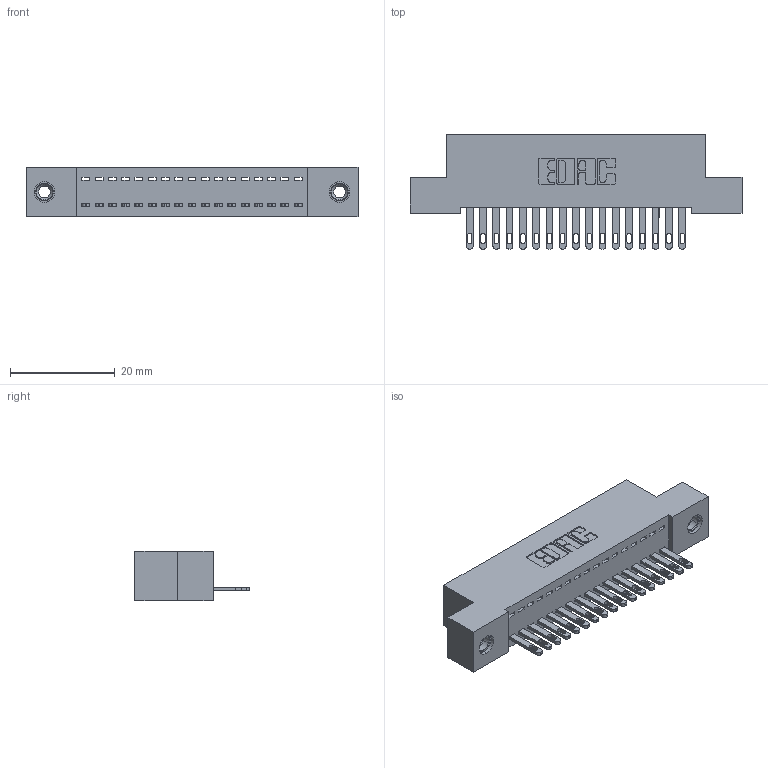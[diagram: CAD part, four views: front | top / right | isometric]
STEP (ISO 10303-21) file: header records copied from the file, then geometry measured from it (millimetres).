
FILE_DESCRIPTION (( 'STEP AP203' ), '1' );
FILE_NAME ('342-017-500-108.STEP', '2019-10-01T19:17:55', ( '' ), ( '' ), 'SwSTEP 2.0', 'SolidWorks 2016', '' );
FILE_SCHEMA (( 'CONFIG_CONTROL_DESIGN' ));
Length unit declared in the file: inch
Products named in the file (4): 342 Part_TI; 345-292-001_345-293-100; 345-250-001_345-250-003-102; 342-017-500-108
Assembly tree (20 placements, depth 2):
  342-017-500-108
    342 Part_TI
    345-292-001_345-293-100  x17
    345-250-001_345-250-003-102  x2
Bounding box: 63.5 x 21.85 x 9.4 mm (x, y, z)
Volume: 5480.4 mm3; surface area: 7632.3 mm2
Topology: 20 solids, 20 shells, 1088 faces, 3291 edges, 2186 vertices
Faces by surface type: plane 710, cylinder 362, cone 12, torus 4
Entity records: 14610 total; most frequent: CARTESIAN_POINT 2504, ORIENTED_EDGE 2450, DIRECTION 2197, EDGE_CURVE 1225, LINE 1073, VECTOR 1073, VERTEX_POINT 812, AXIS2_PLACEMENT_3D 562
